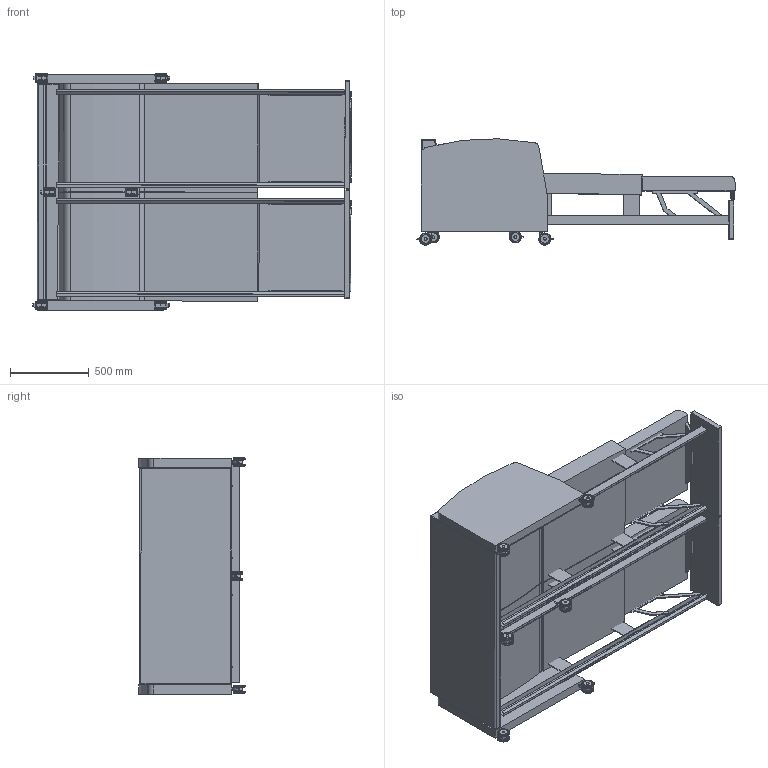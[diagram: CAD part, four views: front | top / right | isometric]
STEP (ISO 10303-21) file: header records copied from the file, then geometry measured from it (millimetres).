
FILE_DESCRIPTION(/* description */ (''),/* implementation_level */ '2;1');
FILE_NAME(/* name */ 'E0722F sleeper (SYMBOL).stp',/* time_stamp */ '2017-03-24T08:38:55-04:00',/* author */ ('emerkel'),/* organization */ (''),/* preprocessor_version */ 'ST-DEVELOPER v16.5',/* originating_system */ 'Autodesk Inventor 2017',/* authorisation */ '');
FILE_SCHEMA (('AUTOMOTIVE_DESIGN { 1 0 10303 214 3 1 1 }'));
Length unit declared in the file: inch
Products named in the file (17): E0722F sleeper (SYMBOL); E0800 ACARML; E0800 ACARMR; UOBACK 0722; UFBACK E0700; USEAT 0700; USEATX 0700; UPOUT 0700; USEATX BRKT; CHANNELS; CHNL BRKT 4X.25; CAST COL 3"LC; CAST COL LOCK; CAST COL 3IN CENTER; CAST COL 3IN WHEEL; CAST COL 3IN INNER WHEEL; CSTR STEM 1.5C
Assembly tree (40 placements, depth 3):
  E0722F sleeper (SYMBOL)
    E0800 ACARML
    E0800 ACARMR
    UOBACK 0722
    UFBACK E0700  x2
    USEAT 0700  x2
    USEATX 0700  x2
    UPOUT 0700  x2
    USEATX BRKT  x4
    CHANNELS  x4
    CHNL BRKT 4X.25  x8
    CAST COL 3"LC  x6
      CAST COL 3IN WHEEL
      CAST COL LOCK
      CAST COL 3IN CENTER
      CAST COL 3IN INNER WHEEL
      CSTR STEM 1.5C
Bounding box: 2018.85 x 672.62 x 1499.99 mm (x, y, z)
Volume: 442540371.5 mm3; surface area: 14305934.7 mm2
Topology: 69 solids, 69 shells, 1187 faces, 2579 edges, 1610 vertices
Faces by surface type: plane 466, cylinder 405, torus 224, sphere 60, cone 18, bspline 14
Full cylindrical faces by diameter (mm): 7.938 x17, 8.89 x6, 9.525 x6, 10.998 x6, 17.462 x6, 17.475 x6, 17.526 x12, 20.747 x6, 55.88 x12, 55.956 x12, 75.006 x12
Entity records: 8822 total; most frequent: CARTESIAN_POINT 2004, DIRECTION 1422, ORIENTED_EDGE 1186, EDGE_CURVE 593, AXIS2_PLACEMENT_3D 553, VERTEX_POINT 395, EDGE_LOOP 340, LINE 316
